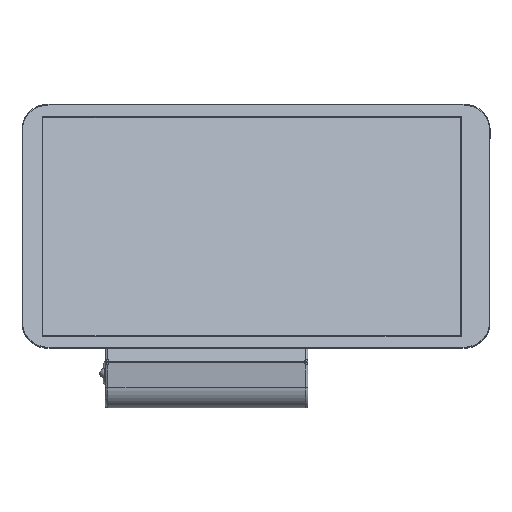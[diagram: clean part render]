
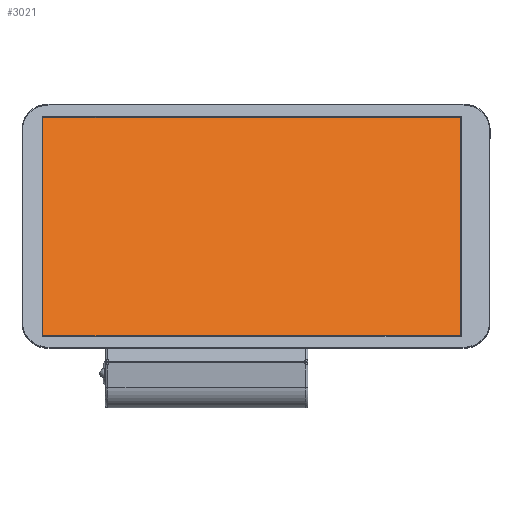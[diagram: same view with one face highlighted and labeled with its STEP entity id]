
A CAD part, front view. The second image highlights one B-rep face of the part: STEP entity #3021.
In plain terms, the highlighted face is planar.
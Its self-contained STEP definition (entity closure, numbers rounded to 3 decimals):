
#126=PLANE('',#3301);
#247=LINE('',#8299,#449);
#250=LINE('',#8304,#452);
#252=LINE('',#8308,#454);
#254=LINE('',#8311,#456);
#449=VECTOR('',#3887,10.);
#452=VECTOR('',#3892,10.);
#454=VECTOR('',#3896,10.);
#456=VECTOR('',#3900,10.);
#728=FACE_OUTER_BOUND('',#931,.T.);
#931=EDGE_LOOP('',(#2467,#2468,#2469,#2470));
#1421=VERTEX_POINT('',#8297);
#1422=VERTEX_POINT('',#8298);
#1423=VERTEX_POINT('',#8303);
#1424=VERTEX_POINT('',#8307);
#1781=EDGE_CURVE('',#1421,#1422,#247,.T.);
#1784=EDGE_CURVE('',#1422,#1423,#250,.T.);
#1786=EDGE_CURVE('',#1423,#1424,#252,.T.);
#1788=EDGE_CURVE('',#1424,#1421,#254,.T.);
#2467=ORIENTED_EDGE('',*,*,#1788,.F.);
#2468=ORIENTED_EDGE('',*,*,#1786,.F.);
#2469=ORIENTED_EDGE('',*,*,#1784,.F.);
#2470=ORIENTED_EDGE('',*,*,#1781,.F.);
#3021=ADVANCED_FACE('',(#728),#126,.T.);
#3301=AXIS2_PLACEMENT_3D('',#8312,#3901,#3902);
#3887=DIRECTION('',(0.,0.707,0.707));
#3892=DIRECTION('',(1.,0.,0.));
#3896=DIRECTION('',(0.,-0.707,-0.707));
#3900=DIRECTION('',(-1.,0.,0.));
#3901=DIRECTION('center_axis',(0.,-0.707,
0.707));
#3902=DIRECTION('ref_axis',(1.,0.,0.));
#8297=CARTESIAN_POINT('',(-69.5,-213.492,129.347));
#8298=CARTESIAN_POINT('',(-69.5,-86.92,255.919));
#8299=CARTESIAN_POINT('',(-69.5,-118.387,224.453));
#8303=CARTESIAN_POINT('',(239.5,-86.92,255.919));
#8304=CARTESIAN_POINT('',(162.5,-86.92,255.919));
#8307=CARTESIAN_POINT('',(239.5,-213.492,129.347));
#8308=CARTESIAN_POINT('',(239.5,-182.026,160.813));
#8311=CARTESIAN_POINT('',(7.5,-213.492,129.347));
#8312=CARTESIAN_POINT('Origin',(85.,-150.206,192.633));
